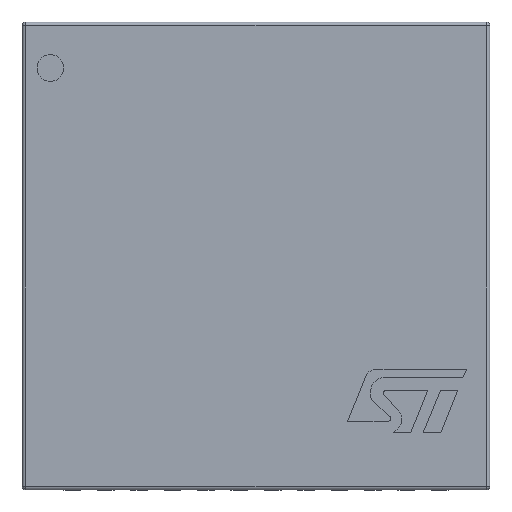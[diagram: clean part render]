
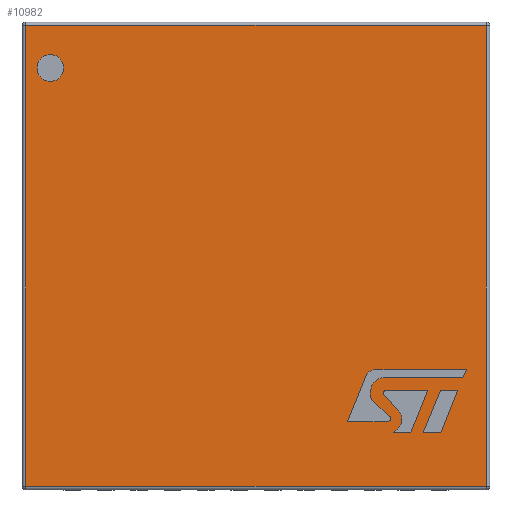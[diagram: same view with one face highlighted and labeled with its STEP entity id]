
A CAD part, top view. The second image highlights one B-rep face of the part: STEP entity #10982.
In plain terms, the highlighted planar face has unit normal (0, 0, 1).
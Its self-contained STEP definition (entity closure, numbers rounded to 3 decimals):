
#890=FACE_OUTER_BOUND('',#1532,.T.);
#1532=EDGE_LOOP('',(#8561,#8562,#8563,#8564));
#2489=LINE('',#17198,#3753);
#2491=LINE('',#17210,#3755);
#2493=LINE('',#17213,#3757);
#2494=LINE('',#17215,#3758);
#3753=VECTOR('',#13900,10.);
#3755=VECTOR('',#13916,10.);
#3757=VECTOR('',#13920,10.);
#3758=VECTOR('',#13923,10.);
#4937=VERTEX_POINT('',#17168);
#4941=VERTEX_POINT('',#17179);
#4944=VERTEX_POINT('',#17189);
#4946=VERTEX_POINT('',#17200);
#6225=EDGE_CURVE('',#4937,#4944,#2489,.T.);
#6231=EDGE_CURVE('',#4944,#4946,#2491,.T.);
#6233=EDGE_CURVE('',#4946,#4941,#2493,.T.);
#6234=EDGE_CURVE('',#4941,#4937,#2494,.T.);
#8561=ORIENTED_EDGE('',*,*,#6225,.F.);
#8562=ORIENTED_EDGE('',*,*,#6234,.F.);
#8563=ORIENTED_EDGE('',*,*,#6233,.F.);
#8564=ORIENTED_EDGE('',*,*,#6231,.F.);
#10421=PLANE('',#11950);
#10982=ADVANCED_FACE('',(#890),#10421,.T.);
#11950=AXIS2_PLACEMENT_3D('',#17245,#13955,#13956);
#13900=DIRECTION('',(0.,1.,0.));
#13916=DIRECTION('',(1.,0.,0.));
#13920=DIRECTION('',(0.,-1.,0.));
#13923=DIRECTION('',(-1.,0.,0.));
#13955=DIRECTION('center_axis',(0.,0.,1.));
#13956=DIRECTION('ref_axis',(1.,0.,0.));
#17168=CARTESIAN_POINT('',(-3.45,-3.45,0.55));
#17179=CARTESIAN_POINT('',(3.45,-3.45,0.55));
#17189=CARTESIAN_POINT('',(-3.45,3.45,0.55));
#17198=CARTESIAN_POINT('',(-3.45,1.75,0.55));
#17200=CARTESIAN_POINT('',(3.45,3.45,0.55));
#17210=CARTESIAN_POINT('',(1.75,3.45,0.55));
#17213=CARTESIAN_POINT('',(3.45,-1.75,0.55));
#17215=CARTESIAN_POINT('',(-1.75,-3.45,0.55));
#17245=CARTESIAN_POINT('Origin',(0.,0.,0.55));
